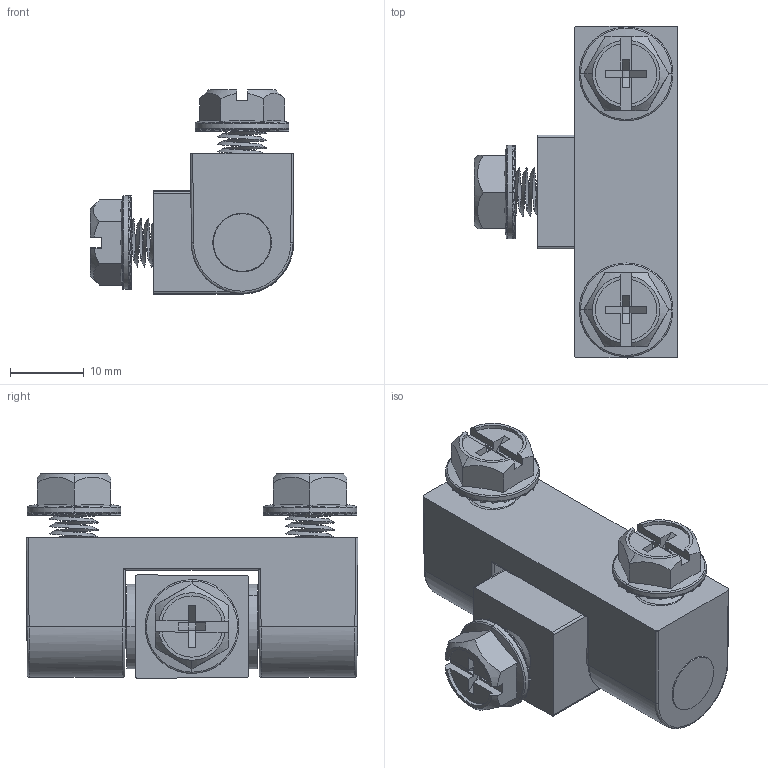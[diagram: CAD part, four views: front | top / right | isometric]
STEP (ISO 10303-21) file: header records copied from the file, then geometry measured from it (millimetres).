
FILE_DESCRIPTION (( 'STEP AP203' ), '1' );
FILE_NAME ('MK63.1.5.STEP', '2022-06-15T10:14:55', ( '' ), ( '' ), 'SwSTEP 2.0', 'SolidWorks 2021', '' );
FILE_SCHEMA (( 'CONFIG_CONTROL_DESIGN' ));
Length unit declared in the file: millimetre
Products named in the file (1): MK63.1.5
Bounding box: 27.6 x 45 x 27.7 mm (x, y, z)
Surface area: 7157 mm2 (no closed solid volume)
Topology: 0 solids, 9 shells, 458 faces, 1341 edges, 819 vertices
Faces by surface type: plane 234, torus 81, bspline 69, cylinder 46, cone 28
Entity records: 18001 total; most frequent: CARTESIAN_POINT 6475, ORIENTED_EDGE 2352, DIRECTION 2251, EDGE_CURVE 1339, VERTEX_POINT 819, LINE 801, VECTOR 801, AXIS2_PLACEMENT_3D 725
